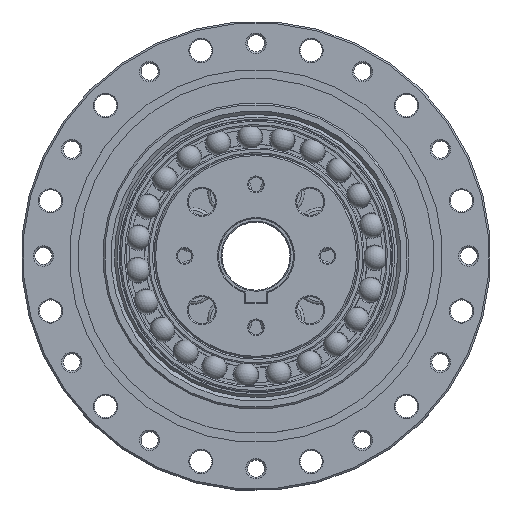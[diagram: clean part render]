
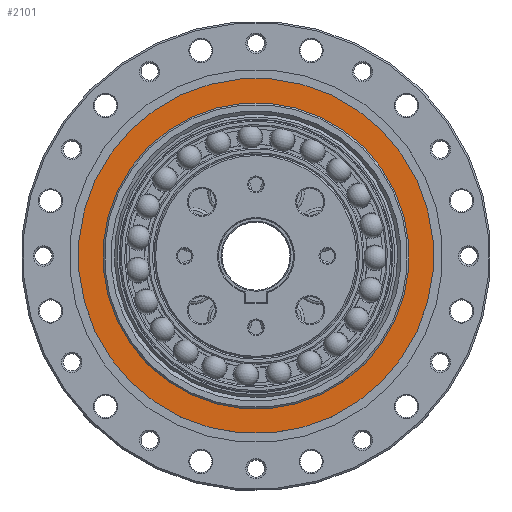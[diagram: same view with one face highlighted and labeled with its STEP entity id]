
A CAD part, top view. The second image highlights one B-rep face of the part: STEP entity #2101.
In plain terms, the highlighted planar face has unit normal (0, 0, 1).
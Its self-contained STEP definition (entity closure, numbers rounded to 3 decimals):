
#2101=ADVANCED_FACE('',(#3226,#3227),#2655,.F.);
#2655=PLANE('',#10889);
#3226=FACE_BOUND('',#4448,.T.);
#3227=FACE_BOUND('',#4449,.T.);
#4448=EDGE_LOOP('',(#5816));
#4449=EDGE_LOOP('',(#5817));
#5816=ORIENTED_EDGE('',*,*,#8755,.F.);
#5817=ORIENTED_EDGE('',*,*,#8754,.T.);
#7795=VERTEX_POINT('',#16072);
#7796=VERTEX_POINT('',#16075);
#8754=EDGE_CURVE('',#7795,#7795,#9855,.T.);
#8755=EDGE_CURVE('',#7796,#7796,#9856,.T.);
#9855=CIRCLE('',#10886,45.);
#9856=CIRCLE('',#10888,52.2);
#10886=AXIS2_PLACEMENT_3D('',#16071,#12911,#12912);
#10888=AXIS2_PLACEMENT_3D('',#16074,#12915,#12916);
#10889=AXIS2_PLACEMENT_3D('',#16076,#12917,#12918);
#12911=DIRECTION('',(0.,0.,-1.));
#12912=DIRECTION('',(-1.,0.,0.));
#12915=DIRECTION('',(0.,0.,-1.));
#12916=DIRECTION('',(-1.,0.,0.));
#12917=DIRECTION('',(0.,0.,-1.));
#12918=DIRECTION('',(-1.,0.,0.));
#16071=CARTESIAN_POINT('',(0.,0.,37.3));
#16072=CARTESIAN_POINT('',(-45.,0.,37.3));
#16074=CARTESIAN_POINT('',(0.,0.,37.3));
#16075=CARTESIAN_POINT('',(-52.2,0.,37.3));
#16076=CARTESIAN_POINT('',(45.,0.,37.3));
